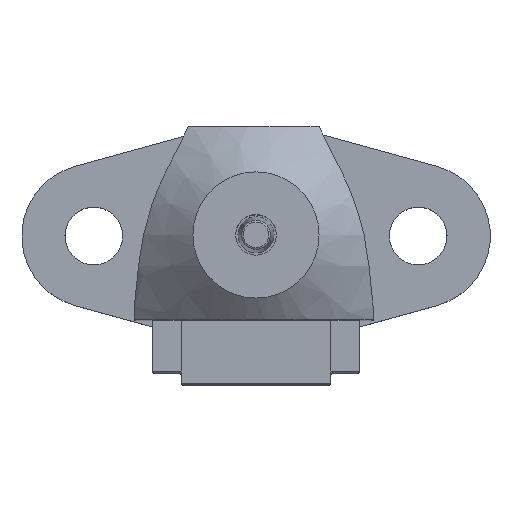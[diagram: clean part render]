
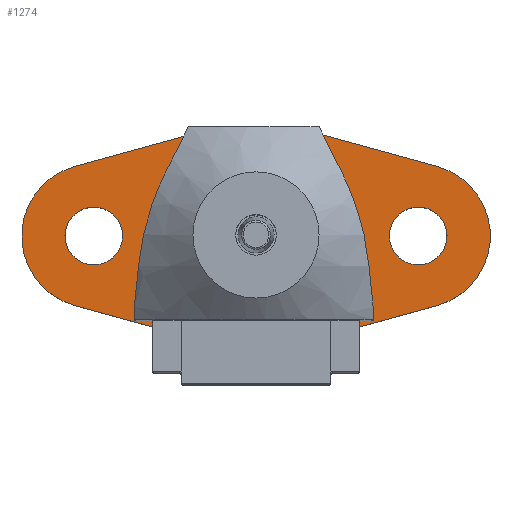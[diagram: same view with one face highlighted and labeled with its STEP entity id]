
A CAD part, top view. The second image highlights one B-rep face of the part: STEP entity #1274.
In plain terms, the highlighted planar face has unit normal (0, 0, 1).
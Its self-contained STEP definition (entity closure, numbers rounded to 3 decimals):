
#102=CIRCLE('',#1390,5.6);
#103=CIRCLE('',#1391,5.6);
#104=CIRCLE('',#1393,1.6);
#106=CIRCLE('',#1396,1.6);
#109=CIRCLE('',#1400,4.);
#111=CIRCLE('',#1406,4.);
#116=FACE_BOUND('',#267,.T.);
#117=FACE_BOUND('',#268,.T.);
#118=FACE_BOUND('',#269,.T.);
#191=FACE_OUTER_BOUND('',#266,.T.);
#266=EDGE_LOOP('',(#1109,#1110,#1111,#1112,#1113,#1114,#1115,#1116));
#267=EDGE_LOOP('',(#1117,#1118));
#268=EDGE_LOOP('',(#1119));
#269=EDGE_LOOP('',(#1120));
#366=LINE('',#2170,#475);
#369=LINE('',#2176,#478);
#372=LINE('',#2182,#481);
#376=LINE('',#2194,#485);
#379=LINE('',#2200,#488);
#382=LINE('',#2204,#491);
#475=VECTOR('',#1730,10.);
#478=VECTOR('',#1735,10.);
#481=VECTOR('',#1740,10.);
#485=VECTOR('',#1752,10.);
#488=VECTOR('',#1757,10.);
#491=VECTOR('',#1762,10.);
#583=VERTEX_POINT('',#2140);
#584=VERTEX_POINT('',#2142);
#585=VERTEX_POINT('',#2146);
#587=VERTEX_POINT('',#2152);
#591=VERTEX_POINT('',#2161);
#592=VERTEX_POINT('',#2163);
#594=VERTEX_POINT('',#2169);
#596=VERTEX_POINT('',#2175);
#598=VERTEX_POINT('',#2181);
#600=VERTEX_POINT('',#2187);
#602=VERTEX_POINT('',#2193);
#604=VERTEX_POINT('',#2199);
#749=EDGE_CURVE('',#584,#583,#102,.T.);
#750=EDGE_CURVE('',#583,#584,#103,.T.);
#751=EDGE_CURVE('',#585,#585,#104,.T.);
#754=EDGE_CURVE('',#587,#587,#106,.T.);
#759=EDGE_CURVE('',#592,#591,#109,.T.);
#762=EDGE_CURVE('',#594,#592,#366,.T.);
#765=EDGE_CURVE('',#596,#594,#369,.T.);
#768=EDGE_CURVE('',#598,#596,#372,.T.);
#771=EDGE_CURVE('',#600,#598,#111,.T.);
#774=EDGE_CURVE('',#602,#600,#376,.T.);
#777=EDGE_CURVE('',#604,#602,#379,.T.);
#780=EDGE_CURVE('',#591,#604,#382,.T.);
#1109=ORIENTED_EDGE('',*,*,#780,.T.);
#1110=ORIENTED_EDGE('',*,*,#777,.T.);
#1111=ORIENTED_EDGE('',*,*,#774,.T.);
#1112=ORIENTED_EDGE('',*,*,#771,.T.);
#1113=ORIENTED_EDGE('',*,*,#768,.T.);
#1114=ORIENTED_EDGE('',*,*,#765,.T.);
#1115=ORIENTED_EDGE('',*,*,#762,.T.);
#1116=ORIENTED_EDGE('',*,*,#759,.T.);
#1117=ORIENTED_EDGE('',*,*,#749,.T.);
#1118=ORIENTED_EDGE('',*,*,#750,.T.);
#1119=ORIENTED_EDGE('',*,*,#754,.T.);
#1120=ORIENTED_EDGE('',*,*,#751,.T.);
#1171=PLANE('',#1410);
#1274=ADVANCED_FACE('',(#191,#116,#117,#118),#1171,.T.);
#1390=AXIS2_PLACEMENT_3D('',#2143,#1701,#1702);
#1391=AXIS2_PLACEMENT_3D('',#2144,#1703,#1704);
#1393=AXIS2_PLACEMENT_3D('',#2147,#1707,#1708);
#1396=AXIS2_PLACEMENT_3D('',#2153,#1714,#1715);
#1400=AXIS2_PLACEMENT_3D('',#2164,#1724,#1725);
#1406=AXIS2_PLACEMENT_3D('',#2188,#1746,#1747);
#1410=AXIS2_PLACEMENT_3D('',#2205,#1763,#1764);
#1701=DIRECTION('center_axis',(0.,0.,-1.));
#1702=DIRECTION('ref_axis',(1.,0.,0.));
#1703=DIRECTION('center_axis',(0.,0.,-1.));
#1704=DIRECTION('ref_axis',(1.,0.,0.));
#1707=DIRECTION('center_axis',(0.,0.,-1.));
#1708=DIRECTION('ref_axis',(1.,0.,0.));
#1714=DIRECTION('center_axis',(0.,0.,-1.));
#1715=DIRECTION('ref_axis',(1.,0.,0.));
#1724=DIRECTION('center_axis',(0.,0.,1.));
#1725=DIRECTION('ref_axis',(0.265,-0.964,0.));
#1730=DIRECTION('',(0.964,0.265,0.));
#1735=DIRECTION('',(1.,0.,0.));
#1740=DIRECTION('',(0.964,-0.265,0.));
#1746=DIRECTION('center_axis',(0.,0.,1.));
#1747=DIRECTION('ref_axis',(-0.265,0.964,0.));
#1752=DIRECTION('',(-0.964,-0.265,0.));
#1757=DIRECTION('',(-1.,0.,0.));
#1762=DIRECTION('',(-0.964,0.265,0.));
#1763=DIRECTION('center_axis',(0.,0.,1.));
#1764=DIRECTION('ref_axis',(1.,0.,0.));
#2140=CARTESIAN_POINT('',(-5.6,0.,2.4));
#2142=CARTESIAN_POINT('',(5.6,0.,2.4));
#2143=CARTESIAN_POINT('Origin',(0.,0.,2.4));
#2144=CARTESIAN_POINT('Origin',(0.,0.,2.4));
#2146=CARTESIAN_POINT('',(7.4,0.,2.4));
#2147=CARTESIAN_POINT('Origin',(9.,0.,2.4));
#2152=CARTESIAN_POINT('',(-10.6,0.,2.4));
#2153=CARTESIAN_POINT('Origin',(-9.,0.,2.4));
#2161=CARTESIAN_POINT('',(10.061,3.857,2.4));
#2163=CARTESIAN_POINT('',(10.061,-3.857,2.4));
#2164=CARTESIAN_POINT('Origin',(9.,0.,2.4));
#2169=CARTESIAN_POINT('',(3.,-5.8,2.4));
#2170=CARTESIAN_POINT('',(3.,-5.8,2.4));
#2175=CARTESIAN_POINT('',(-3.,-5.8,2.4));
#2176=CARTESIAN_POINT('',(-3.,-5.8,2.4));
#2181=CARTESIAN_POINT('',(-10.061,-3.857,2.4));
#2182=CARTESIAN_POINT('',(-10.061,-3.857,2.4));
#2187=CARTESIAN_POINT('',(-10.061,3.857,2.4));
#2188=CARTESIAN_POINT('Origin',(-9.,0.,2.4));
#2193=CARTESIAN_POINT('',(-3.,5.8,2.4));
#2194=CARTESIAN_POINT('',(-3.,5.8,2.4));
#2199=CARTESIAN_POINT('',(3.,5.8,2.4));
#2200=CARTESIAN_POINT('',(3.,5.8,2.4));
#2204=CARTESIAN_POINT('',(10.061,3.857,2.4));
#2205=CARTESIAN_POINT('Origin',(0.,0.,2.4));
